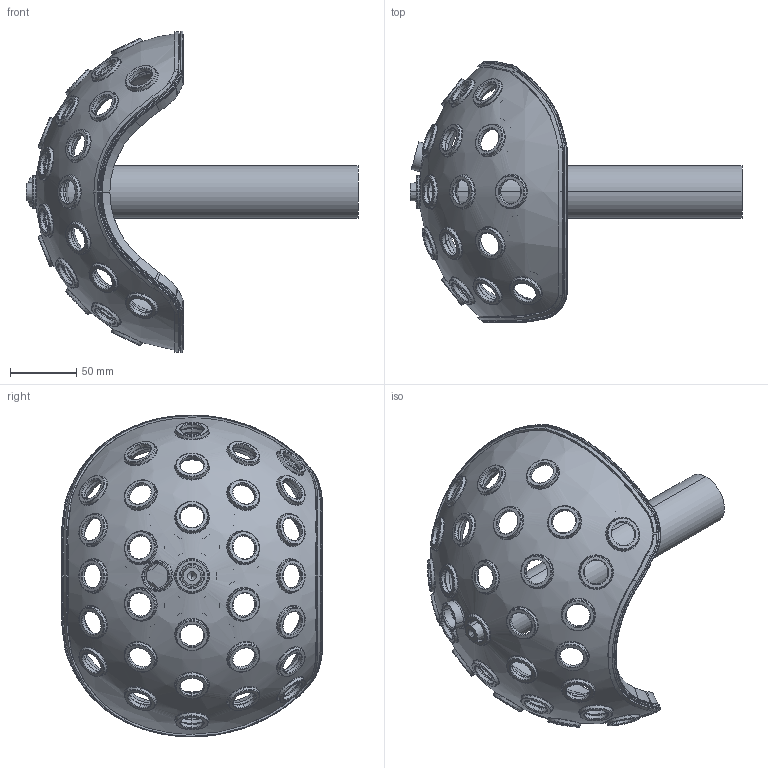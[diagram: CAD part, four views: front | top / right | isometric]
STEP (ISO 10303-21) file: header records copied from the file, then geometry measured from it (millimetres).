
FILE_DESCRIPTION (( 'STEP AP214' ), '1' );
FILE_NAME ('AX_200102_PL_NATEO_MONTAGE_Emprunte de clipsage_v2.STEP', '2020-02-13T11:27:11', ( '' ), ( '' ), 'SwSTEP 2.0', 'SolidWorks 2019', '' );
FILE_SCHEMA (( 'AUTOMOTIVE_DESIGN' ));
Length unit declared in the file: millimetre
Products named in the file (1): AX_200102_PL_NATEO_MONTAGE_Emprunte de clipsage_v2
Bounding box: 250.42 x 196.87 x 242.74 mm (x, y, z)
Volume: 729357.4 mm3; surface area: 271240.9 mm2
Topology: 4 solids, 4 shells, 1177 faces, 2794 edges, 1609 vertices
Faces by surface type: bspline 463, cone 348, torus 252, cylinder 72, plane 36, sphere 6
Entity records: 79112 total; most frequent: CARTESIAN_POINT 54979, ORIENTED_EDGE 5522, DIRECTION 4144, EDGE_CURVE 2761, AXIS2_PLACEMENT_3D 1865, VERTEX_POINT 1597, EDGE_LOOP 1310, B_SPLINE_CURVE_WITH_KNOTS 1197
